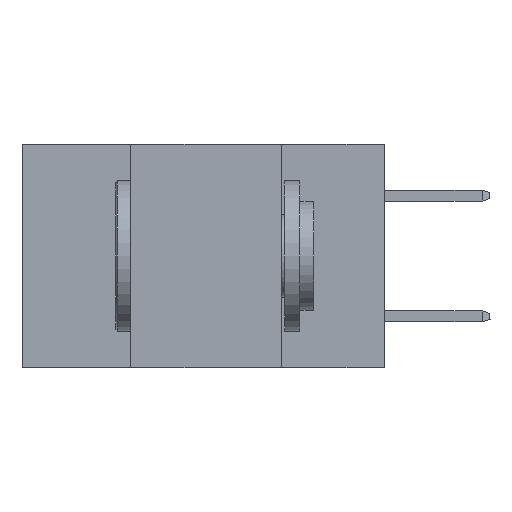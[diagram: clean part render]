
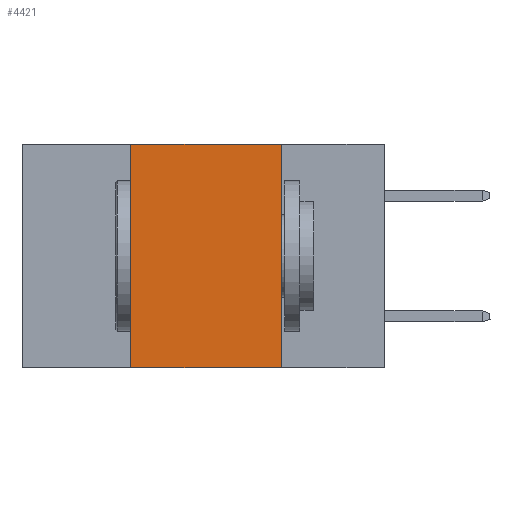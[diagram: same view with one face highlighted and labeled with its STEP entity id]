
A CAD part, left-side view. The second image highlights one B-rep face of the part: STEP entity #4421.
In plain terms, the highlighted planar face has unit normal (-1, 0, 0).
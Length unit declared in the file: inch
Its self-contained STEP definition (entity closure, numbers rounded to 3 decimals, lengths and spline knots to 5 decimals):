
#255 = EDGE_CURVE ( 'NONE', #1243, #8504, #11995, .T. ) ;
#648 = DIRECTION ( 'NONE',  ( 0., 0., 1. ) ) ;
#1243 = VERTEX_POINT ( 'NONE', #13228 ) ;
#1244 = VECTOR ( 'NONE', #648, 39.37008 ) ;
#2509 = EDGE_CURVE ( 'NONE', #19206, #24258, #8384, .T. ) ;
#3275 = DIRECTION ( 'NONE',  ( 0., -1., 0. ) ) ;
#3519 = ORIENTED_EDGE ( 'NONE', *, *, #2509, .F. ) ;
#4294 = ORIENTED_EDGE ( 'NONE', *, *, #21793, .F. ) ;
#4420 = CARTESIAN_POINT ( 'NONE',  ( 0., 0.17, 0. ) ) ;
#4421 = ADVANCED_FACE ( 'NONE', ( #21122 ), #11259, .F. ) ;
#5360 = ORIENTED_EDGE ( 'NONE', *, *, #255, .F. ) ;
#6117 = CARTESIAN_POINT ( 'NONE',  ( 0., 0.42, 0. ) ) ;
#7210 = LINE ( 'NONE', #8722, #17285 ) ;
#7338 = CARTESIAN_POINT ( 'NONE',  ( 0., 0.6, 0. ) ) ;
#8384 = LINE ( 'NONE', #20845, #18439 ) ;
#8504 = VERTEX_POINT ( 'NONE', #6117 ) ;
#8722 = CARTESIAN_POINT ( 'NONE',  ( 0., 0.6, -0.37 ) ) ;
#10633 = DIRECTION ( 'NONE',  ( 0., 0., -1. ) ) ;
#10641 = DIRECTION ( 'NONE',  ( 1., 0., 0. ) ) ;
#10668 = CARTESIAN_POINT ( 'NONE',  ( 0., 0.6, 0. ) ) ;
#11259 = PLANE ( 'NONE',  #16083 ) ;
#11995 = LINE ( 'NONE', #14537, #1244 ) ;
#13228 = CARTESIAN_POINT ( 'NONE',  ( 0., 0.42, -0.37 ) ) ;
#14537 = CARTESIAN_POINT ( 'NONE',  ( 0., 0.42, -0.37 ) ) ;
#16083 = AXIS2_PLACEMENT_3D ( 'NONE', #10668, #10641, #10633 ) ;
#17285 = VECTOR ( 'NONE', #20697, 39.37008 ) ;
#17927 = VECTOR ( 'NONE', #3275, 39.37008 ) ;
#18015 = EDGE_LOOP ( 'NONE', ( #3519, #4294, #5360, #20528 ) ) ;
#18439 = VECTOR ( 'NONE', #20936, 39.37008 ) ;
#19206 = VERTEX_POINT ( 'NONE', #4420 ) ;
#20260 = CARTESIAN_POINT ( 'NONE',  ( 0., 0.17, -0.37 ) ) ;
#20528 = ORIENTED_EDGE ( 'NONE', *, *, #22264, .T. ) ;
#20697 = DIRECTION ( 'NONE',  ( 0., -1., 0. ) ) ;
#20845 = CARTESIAN_POINT ( 'NONE',  ( 0., 0.17, -0.37 ) ) ;
#20936 = DIRECTION ( 'NONE',  ( 0., 0., -1. ) ) ;
#21122 = FACE_OUTER_BOUND ( 'NONE', #18015, .T. ) ;
#21793 = EDGE_CURVE ( 'NONE', #8504, #19206, #23108, .T. ) ;
#22264 = EDGE_CURVE ( 'NONE', #1243, #24258, #7210, .T. ) ;
#23108 = LINE ( 'NONE', #7338, #17927 ) ;
#24258 = VERTEX_POINT ( 'NONE', #20260 ) ;
